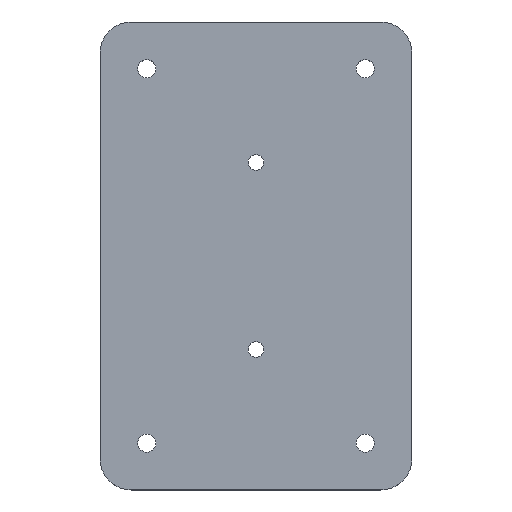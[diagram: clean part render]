
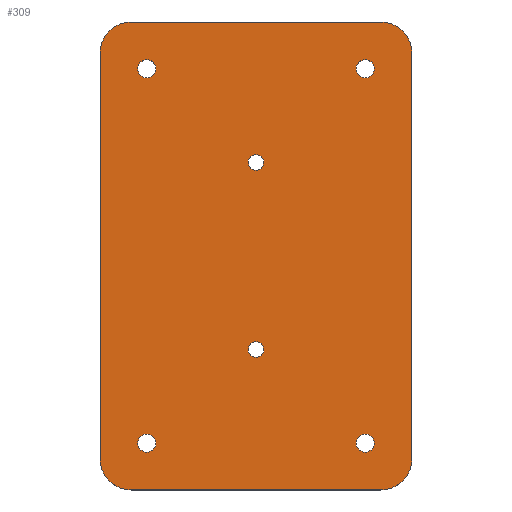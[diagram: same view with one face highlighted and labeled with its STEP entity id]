
A CAD part, top view. The second image highlights one B-rep face of the part: STEP entity #309.
In plain terms, the highlighted planar face has unit normal (0, 0, 1).
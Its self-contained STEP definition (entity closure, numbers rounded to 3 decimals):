
#15=FACE_BOUND('',#54,.T.);
#16=FACE_BOUND('',#55,.T.);
#17=FACE_BOUND('',#56,.T.);
#18=FACE_BOUND('',#57,.T.);
#19=FACE_BOUND('',#58,.T.);
#20=FACE_BOUND('',#59,.T.);
#28=PLANE('',#345);
#37=FACE_OUTER_BOUND('',#53,.T.);
#53=EDGE_LOOP('',(#227,#228,#229,#230,#231,#232,#233,#234));
#54=EDGE_LOOP('',(#235));
#55=EDGE_LOOP('',(#236));
#56=EDGE_LOOP('',(#237));
#57=EDGE_LOOP('',(#238));
#58=EDGE_LOOP('',(#239));
#59=EDGE_LOOP('',(#240));
#81=LINE('',#491,#103);
#84=LINE('',#497,#106);
#85=LINE('',#501,#107);
#86=LINE('',#505,#108);
#103=VECTOR('',#397,10.);
#106=VECTOR('',#402,10.);
#107=VECTOR('',#405,10.);
#108=VECTOR('',#408,10.);
#121=CIRCLE('',#336,2.5);
#123=CIRCLE('',#339,2.5);
#125=CIRCLE('',#342,10.);
#127=CIRCLE('',#346,10.);
#128=CIRCLE('',#347,10.);
#129=CIRCLE('',#348,10.);
#130=CIRCLE('',#349,2.9);
#131=CIRCLE('',#350,2.9);
#132=CIRCLE('',#351,2.9);
#133=CIRCLE('',#352,2.9);
#141=VERTEX_POINT('',#469);
#143=VERTEX_POINT('',#475);
#145=VERTEX_POINT('',#481);
#146=VERTEX_POINT('',#482);
#149=VERTEX_POINT('',#490);
#151=VERTEX_POINT('',#496);
#152=VERTEX_POINT('',#498);
#153=VERTEX_POINT('',#500);
#154=VERTEX_POINT('',#502);
#155=VERTEX_POINT('',#504);
#156=VERTEX_POINT('',#507);
#157=VERTEX_POINT('',#509);
#158=VERTEX_POINT('',#511);
#159=VERTEX_POINT('',#513);
#169=EDGE_CURVE('',#141,#141,#121,.T.);
#172=EDGE_CURVE('',#143,#143,#123,.T.);
#175=EDGE_CURVE('',#145,#146,#125,.T.);
#179=EDGE_CURVE('',#149,#146,#81,.T.);
#182=EDGE_CURVE('',#145,#151,#84,.T.);
#183=EDGE_CURVE('',#152,#151,#127,.T.);
#184=EDGE_CURVE('',#152,#153,#85,.T.);
#185=EDGE_CURVE('',#154,#153,#128,.T.);
#186=EDGE_CURVE('',#154,#155,#86,.T.);
#187=EDGE_CURVE('',#149,#155,#129,.T.);
#188=EDGE_CURVE('',#156,#156,#130,.T.);
#189=EDGE_CURVE('',#157,#157,#131,.T.);
#190=EDGE_CURVE('',#158,#158,#132,.T.);
#191=EDGE_CURVE('',#159,#159,#133,.T.);
#227=ORIENTED_EDGE('',*,*,#175,.F.);
#228=ORIENTED_EDGE('',*,*,#182,.T.);
#229=ORIENTED_EDGE('',*,*,#183,.F.);
#230=ORIENTED_EDGE('',*,*,#184,.T.);
#231=ORIENTED_EDGE('',*,*,#185,.F.);
#232=ORIENTED_EDGE('',*,*,#186,.T.);
#233=ORIENTED_EDGE('',*,*,#187,.F.);
#234=ORIENTED_EDGE('',*,*,#179,.T.);
#235=ORIENTED_EDGE('',*,*,#169,.T.);
#236=ORIENTED_EDGE('',*,*,#172,.T.);
#237=ORIENTED_EDGE('',*,*,#188,.T.);
#238=ORIENTED_EDGE('',*,*,#189,.T.);
#239=ORIENTED_EDGE('',*,*,#190,.T.);
#240=ORIENTED_EDGE('',*,*,#191,.T.);
#309=ADVANCED_FACE('',(#37,#15,#16,#17,#18,#19,#20),#28,.T.);
#336=AXIS2_PLACEMENT_3D('',#470,#375,#376);
#339=AXIS2_PLACEMENT_3D('',#476,#382,#383);
#342=AXIS2_PLACEMENT_3D('',#483,#389,#390);
#345=AXIS2_PLACEMENT_3D('',#495,#400,#401);
#346=AXIS2_PLACEMENT_3D('',#499,#403,#404);
#347=AXIS2_PLACEMENT_3D('',#503,#406,#407);
#348=AXIS2_PLACEMENT_3D('',#506,#409,#410);
#349=AXIS2_PLACEMENT_3D('',#508,#411,#412);
#350=AXIS2_PLACEMENT_3D('',#510,#413,#414);
#351=AXIS2_PLACEMENT_3D('',#512,#415,#416);
#352=AXIS2_PLACEMENT_3D('',#514,#417,#418);
#375=DIRECTION('center_axis',(0.,0.,-1.));
#376=DIRECTION('ref_axis',(-1.,0.,0.));
#382=DIRECTION('center_axis',(0.,0.,-1.));
#383=DIRECTION('ref_axis',(-1.,0.,0.));
#389=DIRECTION('center_axis',(0.,0.,-1.));
#390=DIRECTION('ref_axis',(0.707,-0.707,0.));
#397=DIRECTION('',(1.,0.,0.));
#400=DIRECTION('center_axis',(0.,0.,1.));
#401=DIRECTION('ref_axis',(1.,0.,0.));
#402=DIRECTION('',(0.,1.,0.));
#403=DIRECTION('center_axis',(0.,0.,-1.));
#404=DIRECTION('ref_axis',(0.707,0.707,0.));
#405=DIRECTION('',(-1.,0.,0.));
#406=DIRECTION('center_axis',(0.,0.,-1.));
#407=DIRECTION('ref_axis',(-0.707,0.707,0.));
#408=DIRECTION('',(0.,-1.,0.));
#409=DIRECTION('center_axis',(0.,0.,-1.));
#410=DIRECTION('ref_axis',(-0.707,-0.707,0.));
#411=DIRECTION('center_axis',(0.,0.,-1.));
#412=DIRECTION('ref_axis',(1.,0.,0.));
#413=DIRECTION('center_axis',(0.,0.,-1.));
#414=DIRECTION('ref_axis',(1.,0.,0.));
#415=DIRECTION('center_axis',(0.,0.,-1.));
#416=DIRECTION('ref_axis',(1.,0.,0.));
#417=DIRECTION('center_axis',(0.,0.,-1.));
#418=DIRECTION('ref_axis',(1.,0.,0.));
#469=CARTESIAN_POINT('',(2.5,30.,8.));
#470=CARTESIAN_POINT('Origin',(0.,30.,8.));
#475=CARTESIAN_POINT('',(2.5,-30.,8.));
#476=CARTESIAN_POINT('Origin',(0.,-30.,8.));
#481=CARTESIAN_POINT('',(50.,-65.,8.));
#482=CARTESIAN_POINT('',(40.,-75.,8.));
#483=CARTESIAN_POINT('Origin',(40.,-65.,8.));
#490=CARTESIAN_POINT('',(-40.,-75.,8.));
#491=CARTESIAN_POINT('',(50.,-75.,8.));
#495=CARTESIAN_POINT('Origin',(0.,0.,8.));
#496=CARTESIAN_POINT('',(50.,65.,8.));
#497=CARTESIAN_POINT('',(50.,75.,8.));
#498=CARTESIAN_POINT('',(40.,75.,8.));
#499=CARTESIAN_POINT('Origin',(40.,65.,8.));
#500=CARTESIAN_POINT('',(-40.,75.,8.));
#501=CARTESIAN_POINT('',(-50.,75.,8.));
#502=CARTESIAN_POINT('',(-50.,65.,8.));
#503=CARTESIAN_POINT('Origin',(-40.,65.,8.));
#504=CARTESIAN_POINT('',(-50.,-65.,8.));
#505=CARTESIAN_POINT('',(-50.,-75.,8.));
#506=CARTESIAN_POINT('Origin',(-40.,-65.,8.));
#507=CARTESIAN_POINT('',(-37.9,60.,8.));
#508=CARTESIAN_POINT('Origin',(-35.,60.,8.));
#509=CARTESIAN_POINT('',(32.1,-60.,8.));
#510=CARTESIAN_POINT('Origin',(35.,-60.,8.));
#511=CARTESIAN_POINT('',(32.1,60.,8.));
#512=CARTESIAN_POINT('Origin',(35.,60.,8.));
#513=CARTESIAN_POINT('',(-37.9,-60.,8.));
#514=CARTESIAN_POINT('Origin',(-35.,-60.,8.));
